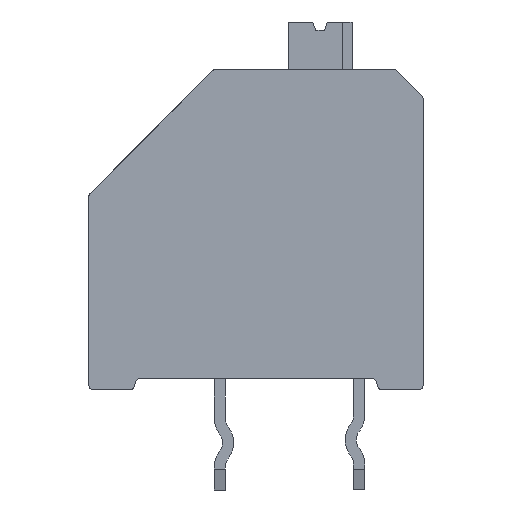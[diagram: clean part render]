
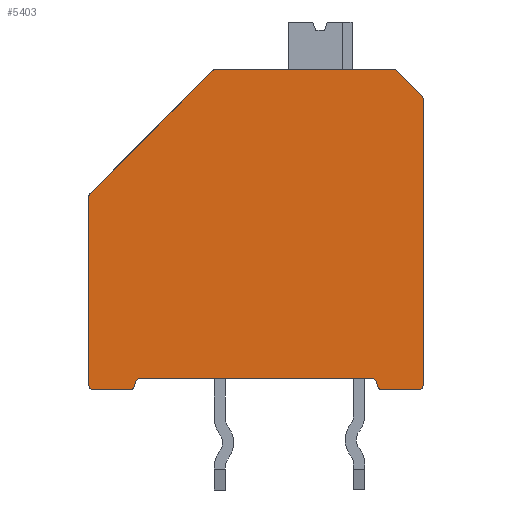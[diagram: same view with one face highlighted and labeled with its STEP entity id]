
A CAD part, front view. The second image highlights one B-rep face of the part: STEP entity #5403.
In plain terms, the highlighted planar face has unit normal (0, -1, 0).
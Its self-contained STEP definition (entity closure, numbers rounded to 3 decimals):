
#252=PLANE('',#5816);
#373=CIRCLE('',#5706,0.17);
#374=CIRCLE('',#5710,0.17);
#376=CIRCLE('',#5714,0.17);
#378=CIRCLE('',#5718,0.17);
#380=CIRCLE('',#5722,0.17);
#382=CIRCLE('',#5726,0.17);
#384=CIRCLE('',#5730,0.17);
#386=CIRCLE('',#5734,0.17);
#388=CIRCLE('',#5738,0.17);
#390=CIRCLE('',#5742,0.17);
#1507=ORIENTED_EDGE('',*,*,#1922,.T.);
#1508=ORIENTED_EDGE('',*,*,#1929,.F.);
#1509=ORIENTED_EDGE('',*,*,#1908,.F.);
#1510=ORIENTED_EDGE('',*,*,#1984,.F.);
#1511=ORIENTED_EDGE('',*,*,#1981,.T.);
#1512=ORIENTED_EDGE('',*,*,#1978,.F.);
#1513=ORIENTED_EDGE('',*,*,#1975,.T.);
#1514=ORIENTED_EDGE('',*,*,#1972,.F.);
#1515=ORIENTED_EDGE('',*,*,#1969,.T.);
#1516=ORIENTED_EDGE('',*,*,#1966,.T.);
#1517=ORIENTED_EDGE('',*,*,#1963,.T.);
#1518=ORIENTED_EDGE('',*,*,#1956,.T.);
#1519=ORIENTED_EDGE('',*,*,#1953,.T.);
#1520=ORIENTED_EDGE('',*,*,#1950,.F.);
#1521=ORIENTED_EDGE('',*,*,#1947,.T.);
#1522=ORIENTED_EDGE('',*,*,#1944,.F.);
#1523=ORIENTED_EDGE('',*,*,#1941,.T.);
#1524=ORIENTED_EDGE('',*,*,#1938,.F.);
#1525=ORIENTED_EDGE('',*,*,#1935,.F.);
#1526=ORIENTED_EDGE('',*,*,#1932,.F.);
#1908=EDGE_CURVE('',#2341,#2342,#2707,.T.);
#1922=EDGE_CURVE('',#2356,#2355,#2720,.T.);
#1929=EDGE_CURVE('',#2342,#2355,#373,.F.);
#1932=EDGE_CURVE('',#2356,#2363,#374,.F.);
#1935=EDGE_CURVE('',#2363,#2365,#2727,.T.);
#1938=EDGE_CURVE('',#2365,#2367,#376,.F.);
#1941=EDGE_CURVE('',#2369,#2367,#2731,.T.);
#1944=EDGE_CURVE('',#2369,#2371,#378,.F.);
#1947=EDGE_CURVE('',#2373,#2371,#2735,.T.);
#1950=EDGE_CURVE('',#2373,#2375,#380,.F.);
#1953=EDGE_CURVE('',#2377,#2375,#2739,.T.);
#1956=EDGE_CURVE('',#2379,#2377,#382,.F.);
#1963=EDGE_CURVE('',#2385,#2379,#2747,.T.);
#1966=EDGE_CURVE('',#2387,#2385,#384,.F.);
#1969=EDGE_CURVE('',#2389,#2387,#2751,.T.);
#1972=EDGE_CURVE('',#2389,#2391,#386,.F.);
#1975=EDGE_CURVE('',#2393,#2391,#2755,.T.);
#1978=EDGE_CURVE('',#2393,#2395,#388,.F.);
#1981=EDGE_CURVE('',#2397,#2395,#2759,.T.);
#1984=EDGE_CURVE('',#2397,#2341,#390,.F.);
#2341=VERTEX_POINT('',#7826);
#2342=VERTEX_POINT('',#7828);
#2355=VERTEX_POINT('',#7855);
#2356=VERTEX_POINT('',#7857);
#2363=VERTEX_POINT('',#7876);
#2365=VERTEX_POINT('',#7882);
#2367=VERTEX_POINT('',#7888);
#2369=VERTEX_POINT('',#7894);
#2371=VERTEX_POINT('',#7900);
#2373=VERTEX_POINT('',#7906);
#2375=VERTEX_POINT('',#7912);
#2377=VERTEX_POINT('',#7918);
#2379=VERTEX_POINT('',#7924);
#2385=VERTEX_POINT('',#7938);
#2387=VERTEX_POINT('',#7944);
#2389=VERTEX_POINT('',#7950);
#2391=VERTEX_POINT('',#7956);
#2393=VERTEX_POINT('',#7962);
#2395=VERTEX_POINT('',#7968);
#2397=VERTEX_POINT('',#7974);
#2707=LINE('',#7827,#3081);
#2720=LINE('',#7856,#3094);
#2727=LINE('',#7881,#3101);
#2731=LINE('',#7893,#3105);
#2735=LINE('',#7905,#3109);
#2739=LINE('',#7917,#3113);
#2747=LINE('',#7937,#3121);
#2751=LINE('',#7949,#3125);
#2755=LINE('',#7961,#3129);
#2759=LINE('',#7973,#3133);
#3081=VECTOR('',#6638,1000.);
#3094=VECTOR('',#6655,1000.);
#3101=VECTOR('',#6680,1000.);
#3105=VECTOR('',#6692,1000.);
#3109=VECTOR('',#6704,1000.);
#3113=VECTOR('',#6716,1000.);
#3121=VECTOR('',#6732,1000.);
#3125=VECTOR('',#6744,1000.);
#3129=VECTOR('',#6756,1000.);
#3133=VECTOR('',#6768,1000.);
#3428=EDGE_LOOP('',(#1507,#1508,#1509,#1510,#1511,#1512,#1513,#1514,#1515,
#1516,#1517,#1518,#1519,#1520,#1521,#1522,#1523,#1524,#1525,#1526));
#3652=FACE_BOUND('',#3428,.T.);
#5403=ADVANCED_FACE('',(#3652),#252,.T.);
#5706=AXIS2_PLACEMENT_3D('',#7870,#6665,#6666);
#5710=AXIS2_PLACEMENT_3D('',#7875,#6673,#6674);
#5714=AXIS2_PLACEMENT_3D('',#7887,#6685,#6686);
#5718=AXIS2_PLACEMENT_3D('',#7899,#6697,#6698);
#5722=AXIS2_PLACEMENT_3D('',#7911,#6709,#6710);
#5726=AXIS2_PLACEMENT_3D('',#7923,#6721,#6722);
#5730=AXIS2_PLACEMENT_3D('',#7943,#6737,#6738);
#5734=AXIS2_PLACEMENT_3D('',#7955,#6749,#6750);
#5738=AXIS2_PLACEMENT_3D('',#7967,#6761,#6762);
#5742=AXIS2_PLACEMENT_3D('',#7979,#6773,#6774);
#5816=AXIS2_PLACEMENT_3D('',#8206,#6990,#6991);
#6638=DIRECTION('',(0.707,0.,0.707));
#6655=DIRECTION('',(-1.,0.,0.));
#6665=DIRECTION('',(0.,-1.,0.));
#6666=DIRECTION('',(0.,0.,-1.));
#6673=DIRECTION('',(0.,-1.,0.));
#6674=DIRECTION('',(0.,0.,-1.));
#6680=DIRECTION('',(0.707,0.,-0.707));
#6685=DIRECTION('',(0.,-1.,0.));
#6686=DIRECTION('',(0.,0.,-1.));
#6692=DIRECTION('',(0.,0.,1.));
#6697=DIRECTION('',(0.,-1.,0.));
#6698=DIRECTION('',(0.,0.,-1.));
#6704=DIRECTION('',(1.,0.,0.));
#6709=DIRECTION('',(0.,-1.,0.));
#6710=DIRECTION('',(0.,0.,-1.));
#6716=DIRECTION('',(0.259,0.,-0.966));
#6721=DIRECTION('',(0.,-1.,0.));
#6722=DIRECTION('',(0.,0.,-1.));
#6732=DIRECTION('',(1.,0.,0.));
#6737=DIRECTION('',(0.,-1.,0.));
#6738=DIRECTION('',(0.,0.,-1.));
#6744=DIRECTION('',(0.259,0.,0.966));
#6749=DIRECTION('',(0.,-1.,0.));
#6750=DIRECTION('',(0.,0.,-1.));
#6756=DIRECTION('',(1.,0.,0.));
#6761=DIRECTION('',(0.,-1.,0.));
#6762=DIRECTION('',(0.,0.,-1.));
#6768=DIRECTION('',(0.,0.,-1.));
#6773=DIRECTION('',(0.,-1.,0.));
#6774=DIRECTION('',(0.,0.,-1.));
#6990=DIRECTION('',(0.,-1.,0.));
#6991=DIRECTION('',(0.,0.,-1.));
#7826=CARTESIAN_POINT('',(0.05,-1.75,6.88));
#7827=CARTESIAN_POINT('',(1.847,-1.75,8.677));
#7828=CARTESIAN_POINT('',(4.45,-1.75,11.28));
#7855=CARTESIAN_POINT('',(4.57,-1.75,11.33));
#7856=CARTESIAN_POINT('',(12.,-1.75,11.33));
#7857=CARTESIAN_POINT('',(10.93,-1.75,11.33));
#7870=CARTESIAN_POINT('',(4.57,-1.75,11.16));
#7875=CARTESIAN_POINT('',(10.93,-1.75,11.16));
#7876=CARTESIAN_POINT('',(11.05,-1.75,11.28));
#7881=CARTESIAN_POINT('',(11.5,-1.75,10.83));
#7882=CARTESIAN_POINT('',(11.95,-1.75,10.38));
#7887=CARTESIAN_POINT('',(11.83,-1.75,10.26));
#7888=CARTESIAN_POINT('',(12.,-1.75,10.26));
#7893=CARTESIAN_POINT('',(12.,-1.75,-0.17));
#7894=CARTESIAN_POINT('',(12.,-1.75,0.));
#7899=CARTESIAN_POINT('',(11.83,-1.75,0.));
#7900=CARTESIAN_POINT('',(11.83,-1.75,-0.17));
#7905=CARTESIAN_POINT('',(0.,-1.75,-0.17));
#7906=CARTESIAN_POINT('',(10.53,-1.75,-0.17));
#7911=CARTESIAN_POINT('',(10.53,-1.75,0.));
#7912=CARTESIAN_POINT('',(10.366,-1.75,-0.044));
#7917=CARTESIAN_POINT('',(10.774,-1.75,-1.566));
#7918=CARTESIAN_POINT('',(10.327,-1.75,0.104));
#7923=CARTESIAN_POINT('',(10.162,-1.75,0.06));
#7924=CARTESIAN_POINT('',(10.162,-1.75,0.23));
#7937=CARTESIAN_POINT('',(10.493,-1.75,0.23));
#7938=CARTESIAN_POINT('',(1.838,-1.75,0.23));
#7943=CARTESIAN_POINT('',(1.838,-1.75,0.06));
#7944=CARTESIAN_POINT('',(1.673,-1.75,0.104));
#7949=CARTESIAN_POINT('',(1.707,-1.75,0.23));
#7950=CARTESIAN_POINT('',(1.634,-1.75,-0.044));
#7955=CARTESIAN_POINT('',(1.47,-1.75,0.));
#7956=CARTESIAN_POINT('',(1.47,-1.75,-0.17));
#7961=CARTESIAN_POINT('',(0.,-1.75,-0.17));
#7962=CARTESIAN_POINT('',(0.17,-1.75,-0.17));
#7967=CARTESIAN_POINT('',(0.17,-1.75,0.));
#7968=CARTESIAN_POINT('',(0.,-1.75,0.));
#7973=CARTESIAN_POINT('',(0.,-1.75,11.33));
#7974=CARTESIAN_POINT('',(0.,-1.75,6.76));
#7979=CARTESIAN_POINT('',(0.17,-1.75,6.76));
#8206=CARTESIAN_POINT('',(0.,-1.75,0.));
